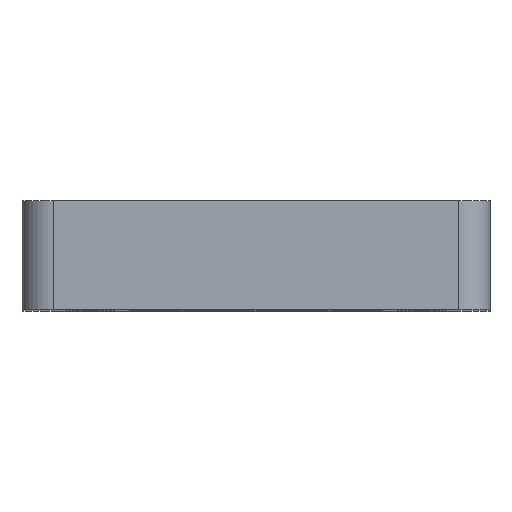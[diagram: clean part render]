
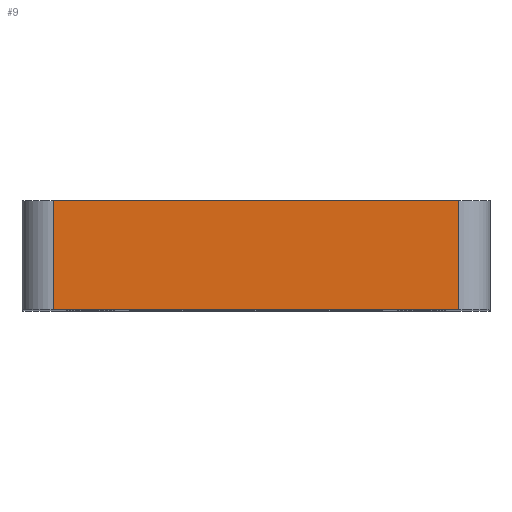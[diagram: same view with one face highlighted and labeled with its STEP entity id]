
A CAD part, top view. The second image highlights one B-rep face of the part: STEP entity #9.
In plain terms, the highlighted planar face has unit normal (0, 0, 1).
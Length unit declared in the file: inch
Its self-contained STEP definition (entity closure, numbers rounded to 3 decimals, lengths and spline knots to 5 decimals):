
#9 = ADVANCED_FACE ( 'NONE', ( #2701 ), #2876, .F. ) ;
#120 = ORIENTED_EDGE ( 'NONE', *, *, #604, .T. ) ;
#148 = VECTOR ( 'NONE', #687, 39.37008 ) ;
#216 = CARTESIAN_POINT ( 'NONE',  ( -0.75, 0., 1.175 ) ) ;
#358 = EDGE_CURVE ( 'NONE', #3066, #743, #3554, .T. ) ;
#494 = VERTEX_POINT ( 'NONE', #1233 ) ;
#604 = EDGE_CURVE ( 'NONE', #743, #1791, #1454, .T. ) ;
#661 = CARTESIAN_POINT ( 'NONE',  ( 0.65, 0.35, 1.175 ) ) ;
#687 = DIRECTION ( 'NONE',  ( 0., 1., 0. ) ) ;
#743 = VERTEX_POINT ( 'NONE', #3721 ) ;
#828 = ORIENTED_EDGE ( 'NONE', *, *, #3059, .F. ) ;
#906 = LINE ( 'NONE', #2618, #3014 ) ;
#1001 = ORIENTED_EDGE ( 'NONE', *, *, #358, .T. ) ;
#1032 = ORIENTED_EDGE ( 'NONE', *, *, #2821, .T. ) ;
#1229 = CARTESIAN_POINT ( 'NONE',  ( -0.75, 0.35, 1.175 ) ) ;
#1233 = CARTESIAN_POINT ( 'NONE',  ( -0.65, 0.35, 1.175 ) ) ;
#1454 = LINE ( 'NONE', #2266, #148 ) ;
#1538 = CARTESIAN_POINT ( 'NONE',  ( -0.65, 0.35, 1.175 ) ) ;
#1791 = VERTEX_POINT ( 'NONE', #661 ) ;
#1920 = VECTOR ( 'NONE', #3795, 39.37008 ) ;
#2159 = VECTOR ( 'NONE', #3804, 39.37008 ) ;
#2266 = CARTESIAN_POINT ( 'NONE',  ( 0.65, 0.35, 1.175 ) ) ;
#2618 = CARTESIAN_POINT ( 'NONE',  ( -0.75, 0.35, 1.175 ) ) ;
#2701 = FACE_OUTER_BOUND ( 'NONE', #3087, .T. ) ;
#2821 = EDGE_CURVE ( 'NONE', #494, #3066, #3051, .T. ) ;
#2876 = PLANE ( 'NONE',  #3833 ) ;
#2945 = CARTESIAN_POINT ( 'NONE',  ( -0.65, 0., 1.175 ) ) ;
#3014 = VECTOR ( 'NONE', #3989, 39.37008 ) ;
#3051 = LINE ( 'NONE', #1538, #2159 ) ;
#3059 = EDGE_CURVE ( 'NONE', #494, #1791, #906, .T. ) ;
#3066 = VERTEX_POINT ( 'NONE', #2945 ) ;
#3087 = EDGE_LOOP ( 'NONE', ( #828, #1032, #1001, #120 ) ) ;
#3238 = DIRECTION ( 'NONE',  ( -1., 0., 0. ) ) ;
#3526 = DIRECTION ( 'NONE',  ( 0., 0., -1. ) ) ;
#3554 = LINE ( 'NONE', #216, #1920 ) ;
#3721 = CARTESIAN_POINT ( 'NONE',  ( 0.65, 0., 1.175 ) ) ;
#3795 = DIRECTION ( 'NONE',  ( 1., 0., 0. ) ) ;
#3804 = DIRECTION ( 'NONE',  ( 0., -1., 0. ) ) ;
#3833 = AXIS2_PLACEMENT_3D ( 'NONE', #1229, #3526, #3238 ) ;
#3989 = DIRECTION ( 'NONE',  ( 1., 0., 0. ) ) ;
